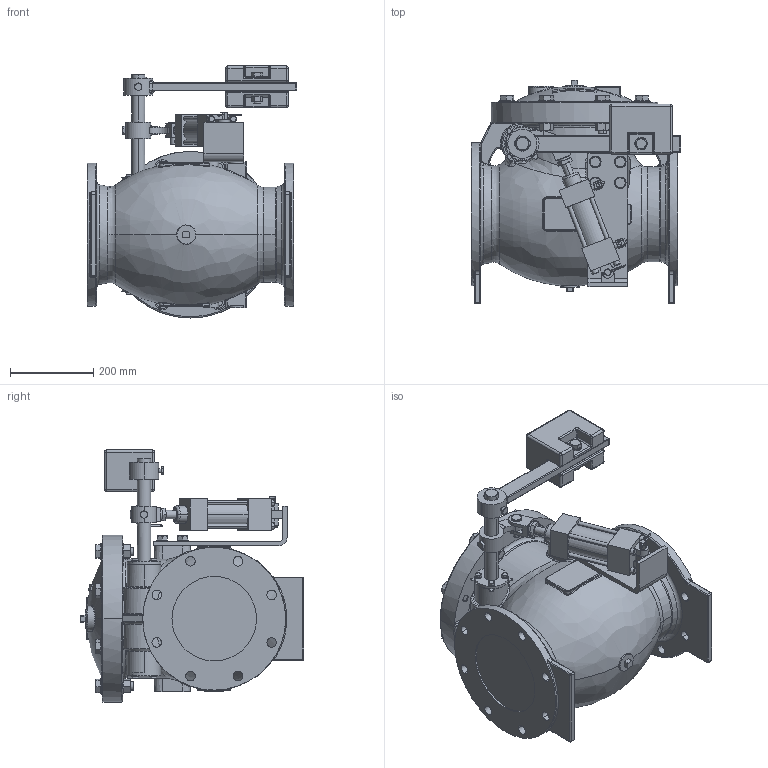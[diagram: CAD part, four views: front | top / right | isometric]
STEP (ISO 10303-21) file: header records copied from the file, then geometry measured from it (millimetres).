
FILE_DESCRIPTION((''),'2;1');
FILE_NAME('7808AC_SW0001','2023-10-30T14:16:30',('jlesh'),(''),'CREO PARAMETRIC BY PTC INC, 2023072','CREO PARAMETRIC BY PTC INC, 2023072','');
FILE_SCHEMA(('AUTOMOTIVE_DESIGN { 1 0 10303 214 1 1 1 1 }'));
Products named in the file (1): 7808AC_SW0001
Bounding box: 502.5 x 536.68 x 605 mm (x, y, z)
Volume: 53036495.1 mm3; surface area: 1666042.9 mm2
Topology: 4 solids, 5 shells, 1780 faces, 4204 edges, 2533 vertices
Faces by surface type: plane 688, cylinder 498, cone 298, bspline 174, torus 99, sphere 23
Entity records: 80039 total; most frequent: CARTESIAN_POINT 31849, ORIENTED_EDGE 8380, DIRECTION 8159, EDGE_CURVE 4190, AXIS2_PLACEMENT_3D 3279, VERTEX_POINT 2533, EDGE_LOOP 2003, FACE_OUTER_BOUND 1780
